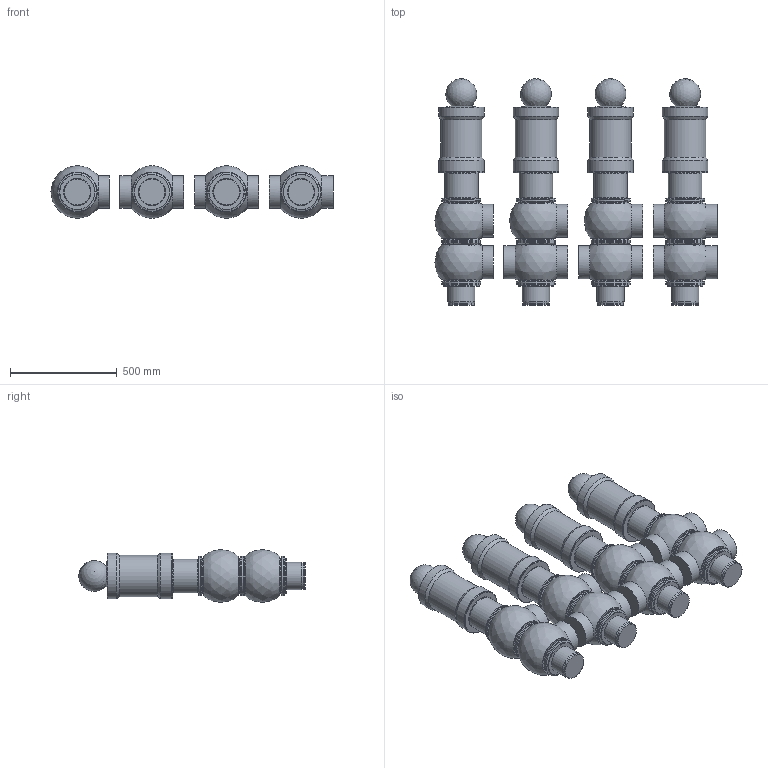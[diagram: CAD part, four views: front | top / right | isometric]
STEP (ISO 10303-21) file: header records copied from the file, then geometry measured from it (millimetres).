
FILE_DESCRIPTION(/* description */ (''),/* implementation_level */ '2;1');
FILE_NAME(/* name */ 'B925-DN150-SAL-orientabile.stp',/* time_stamp */ '2015-02-10T13:29:08+01:00',/* author */ ('malp-m'),/* organization */ (''),/* preprocessor_version */ 'ST-DEVELOPER v15.6',/* originating_system */ 'Autodesk Inventor 2015',/* authorisation */ '');
FILE_SCHEMA (('AUTOMOTIVE_DESIGN { 1 0 10303 214 3 1 1 }'));
Length unit declared in the file: millimetre
Products named in the file (7): CorpoDN150-L; CorpoDN150-T; CIL176-B925; Tappo-corpoDN125-150; ASSEMBL-B925-DN125-150; SAGOMA-GIOTTO; B925-DN150-SAL-orientabile
Assembly tree (24 placements, depth 2):
  B925-DN150-SAL-orientabile
    CorpoDN150-L  x4
    CorpoDN150-T  x4
    CIL176-B925  x4
    Tappo-corpoDN125-150  x4
    ASSEMBL-B925-DN125-150  x4
    SAGOMA-GIOTTO  x4
Bounding box: 1324 x 1061.39 x 248 mm (x, y, z)
Volume: 130402296.2 mm3; surface area: 4290614.9 mm2
Topology: 24 solids, 24 shells, 296 faces, 532 edges, 316 vertices
Faces by surface type: plane 88, cylinder 84, torus 72, cone 40, bspline 8, sphere 4
Full cylindrical faces by diameter (mm): 124 x4, 128 x4, 154 x12, 157 x4, 166 x20, 183 x24, 194 x4, 213 x12
Entity records: 1988 total; most frequent: CARTESIAN_POINT 476, DIRECTION 344, AXIS2_PLACEMENT_3D 172, ORIENTED_EDGE 156, EDGE_LOOP 132, EDGE_CURVE 78, VERTEX_POINT 74, ADVANCED_FACE 74
